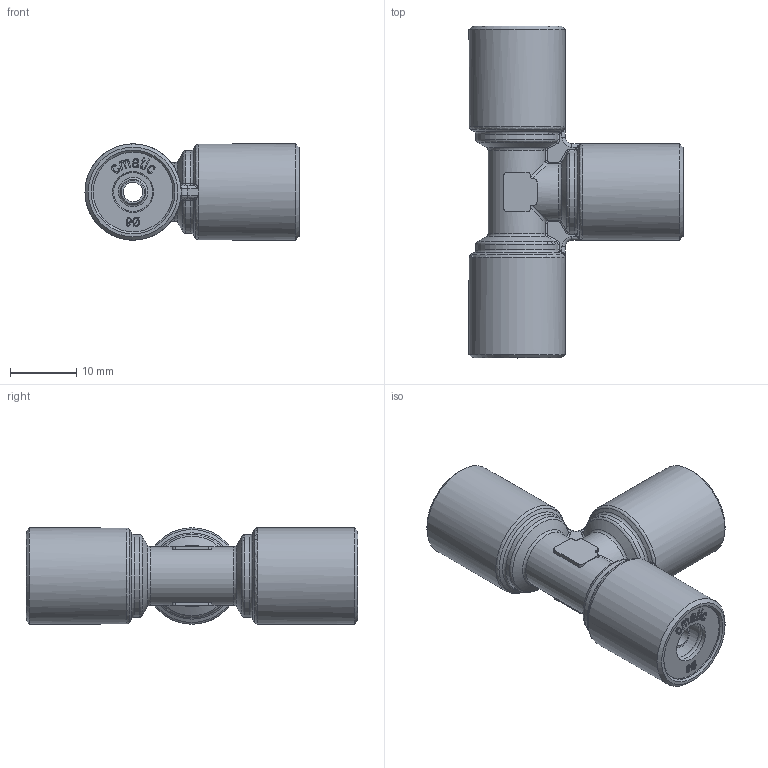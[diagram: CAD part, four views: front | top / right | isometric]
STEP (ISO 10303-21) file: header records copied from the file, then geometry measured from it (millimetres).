
FILE_DESCRIPTION(( 'MAF.29.06.06.stp' ), '1');
FILE_NAME( 'MAF.29.06.06.stp', '2021-02-19T15:25:21',( 'Sopra'),('sopra-pneumatic.com'), 'SwSTEP 2.0','SolidWorks 2009','' );
FILE_SCHEMA( ( 'CONFIG_CONTROL_DESIGN' ) );
Length unit declared in the file: millimetre
Products named in the file (1): Rivoluzione2
Bounding box: 32.25 x 50 x 14.5 mm (x, y, z)
Volume: 7894 mm3; surface area: 5900.8 mm2
Topology: 1 solids, 1 shells, 624 faces, 1610 edges, 1039 vertices
Faces by surface type: bspline 274, plane 235, cylinder 69, torus 26, cone 20
Full cylindrical faces by diameter (mm): 2.95 x3, 3.85 x3, 4 x2, 6.15 x6, 12 x3, 14.5 x3
Entity records: 30695 total; most frequent: CARTESIAN_POINT 17522, ORIENTED_EDGE 3120, DIRECTION 1905, EDGE_CURVE 1560, VERTEX_POINT 1027, LINE 769, VECTOR 769, EDGE_LOOP 717
